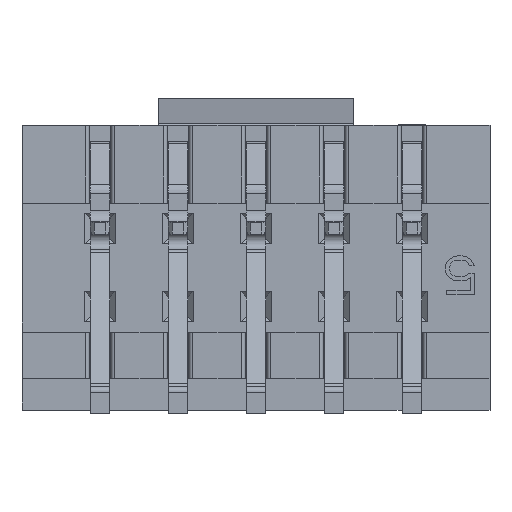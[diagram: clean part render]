
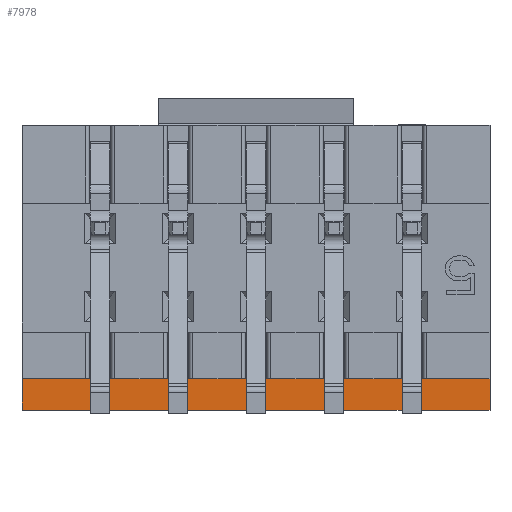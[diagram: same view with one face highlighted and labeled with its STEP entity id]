
A CAD part, front view. The second image highlights one B-rep face of the part: STEP entity #7978.
In plain terms, the highlighted planar face has unit normal (0, -1, 0).
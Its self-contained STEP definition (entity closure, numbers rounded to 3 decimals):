
#33 = PLANE('',#34);
#34 = AXIS2_PLACEMENT_3D('',#35,#36,#37);
#35 = CARTESIAN_POINT('',(6.,-0.15,-3.65));
#36 = DIRECTION('',(1.,0.,0.));
#37 = DIRECTION('',(0.,0.,1.));
#90 = VERTEX_POINT('',#91);
#91 = CARTESIAN_POINT('',(6.,-2.8,-7.3));
#105 = PLANE('',#106);
#106 = AXIS2_PLACEMENT_3D('',#107,#108,#109);
#107 = CARTESIAN_POINT('',(0.,0.55,-7.3));
#108 = DIRECTION('',(0.,0.,1.));
#109 = DIRECTION('',(0.,-1.,0.));
#117 = EDGE_CURVE('',#90,#118,#120,.T.);
#118 = VERTEX_POINT('',#119);
#119 = CARTESIAN_POINT('',(6.,-2.8,-6.5));
#120 = SURFACE_CURVE('',#121,(#125,#132),.PCURVE_S1.);
#121 = LINE('',#122,#123);
#122 = CARTESIAN_POINT('',(6.,-2.8,-7.3));
#123 = VECTOR('',#124,1.);
#124 = DIRECTION('',(0.,0.,1.));
#125 = PCURVE('',#33,#126);
#126 = DEFINITIONAL_REPRESENTATION('',(#127),#131);
#127 = LINE('',#128,#129);
#128 = CARTESIAN_POINT('',(-3.65,2.65));
#129 = VECTOR('',#130,1.);
#130 = DIRECTION('',(1.,0.));
#131 = ( GEOMETRIC_REPRESENTATION_CONTEXT(2) 
PARAMETRIC_REPRESENTATION_CONTEXT() REPRESENTATION_CONTEXT('2D SPACE',''
  ) );
#132 = PCURVE('',#133,#138);
#133 = PLANE('',#134);
#134 = AXIS2_PLACEMENT_3D('',#135,#136,#137);
#135 = CARTESIAN_POINT('',(0.,-2.8,-6.9));
#136 = DIRECTION('',(0.,1.,0.));
#137 = DIRECTION('',(0.,-0.,1.));
#138 = DEFINITIONAL_REPRESENTATION('',(#139),#143);
#139 = LINE('',#140,#141);
#140 = CARTESIAN_POINT('',(-0.4,6.));
#141 = VECTOR('',#142,1.);
#142 = DIRECTION('',(1.,0.));
#143 = ( GEOMETRIC_REPRESENTATION_CONTEXT(2) 
PARAMETRIC_REPRESENTATION_CONTEXT() REPRESENTATION_CONTEXT('2D SPACE',''
  ) );
#161 = PLANE('',#162);
#162 = AXIS2_PLACEMENT_3D('',#163,#164,#165);
#163 = CARTESIAN_POINT('',(0.,-3.5,-6.5));
#164 = DIRECTION('',(0.,0.,1.));
#165 = DIRECTION('',(0.,-1.,0.));
#2054 = PLANE('',#2055);
#2055 = AXIS2_PLACEMENT_3D('',#2056,#2057,#2058);
#2056 = CARTESIAN_POINT('',(-6.,-0.15,-3.65));
#2057 = DIRECTION('',(1.,0.,0.));
#2058 = DIRECTION('',(0.,0.,1.));
#6660 = VERTEX_POINT('',#6661);
#6661 = CARTESIAN_POINT('',(-6.,-2.8,-6.5));
#6682 = EDGE_CURVE('',#6660,#6683,#6685,.T.);
#6683 = VERTEX_POINT('',#6684);
#6684 = CARTESIAN_POINT('',(-6.,-2.8,-7.3));
#6685 = SURFACE_CURVE('',#6686,(#6690,#6697),.PCURVE_S1.);
#6686 = LINE('',#6687,#6688);
#6687 = CARTESIAN_POINT('',(-6.,-2.8,-6.5));
#6688 = VECTOR('',#6689,1.);
#6689 = DIRECTION('',(0.,0.,-1.));
#6690 = PCURVE('',#2054,#6691);
#6691 = DEFINITIONAL_REPRESENTATION('',(#6692),#6696);
#6692 = LINE('',#6693,#6694);
#6693 = CARTESIAN_POINT('',(-2.85,2.65));
#6694 = VECTOR('',#6695,1.);
#6695 = DIRECTION('',(-1.,0.));
#6696 = ( GEOMETRIC_REPRESENTATION_CONTEXT(2) 
PARAMETRIC_REPRESENTATION_CONTEXT() REPRESENTATION_CONTEXT('2D SPACE',''
  ) );
#6697 = PCURVE('',#133,#6698);
#6698 = DEFINITIONAL_REPRESENTATION('',(#6699),#6703);
#6699 = LINE('',#6700,#6701);
#6700 = CARTESIAN_POINT('',(0.4,-6.));
#6701 = VECTOR('',#6702,1.);
#6702 = DIRECTION('',(-1.,0.));
#6703 = ( GEOMETRIC_REPRESENTATION_CONTEXT(2) 
PARAMETRIC_REPRESENTATION_CONTEXT() REPRESENTATION_CONTEXT('2D SPACE',''
  ) );
#7066 = EDGE_CURVE('',#6683,#90,#7067,.T.);
#7067 = SURFACE_CURVE('',#7068,(#7072,#7079),.PCURVE_S1.);
#7068 = LINE('',#7069,#7070);
#7069 = CARTESIAN_POINT('',(-6.,-2.8,-7.3));
#7070 = VECTOR('',#7071,1.);
#7071 = DIRECTION('',(1.,0.,0.));
#7072 = PCURVE('',#105,#7073);
#7073 = DEFINITIONAL_REPRESENTATION('',(#7074),#7078);
#7074 = LINE('',#7075,#7076);
#7075 = CARTESIAN_POINT('',(3.35,-6.));
#7076 = VECTOR('',#7077,1.);
#7077 = DIRECTION('',(0.,1.));
#7078 = ( GEOMETRIC_REPRESENTATION_CONTEXT(2) 
PARAMETRIC_REPRESENTATION_CONTEXT() REPRESENTATION_CONTEXT('2D SPACE',''
  ) );
#7079 = PCURVE('',#133,#7080);
#7080 = DEFINITIONAL_REPRESENTATION('',(#7081),#7085);
#7081 = LINE('',#7082,#7083);
#7082 = CARTESIAN_POINT('',(-0.4,-6.));
#7083 = VECTOR('',#7084,1.);
#7084 = DIRECTION('',(0.,1.));
#7085 = ( GEOMETRIC_REPRESENTATION_CONTEXT(2) 
PARAMETRIC_REPRESENTATION_CONTEXT() REPRESENTATION_CONTEXT('2D SPACE',''
  ) );
#7978 = ADVANCED_FACE('',(#7979),#133,.F.);
#7979 = FACE_BOUND('',#7980,.F.);
#7980 = EDGE_LOOP('',(#7981,#7982,#7983,#7984));
#7981 = ORIENTED_EDGE('',*,*,#117,.F.);
#7982 = ORIENTED_EDGE('',*,*,#7066,.F.);
#7983 = ORIENTED_EDGE('',*,*,#6682,.F.);
#7984 = ORIENTED_EDGE('',*,*,#7985,.F.);
#7985 = EDGE_CURVE('',#118,#6660,#7986,.T.);
#7986 = SURFACE_CURVE('',#7987,(#7991,#7998),.PCURVE_S1.);
#7987 = LINE('',#7988,#7989);
#7988 = CARTESIAN_POINT('',(6.,-2.8,-6.5));
#7989 = VECTOR('',#7990,1.);
#7990 = DIRECTION('',(-1.,0.,0.));
#7991 = PCURVE('',#133,#7992);
#7992 = DEFINITIONAL_REPRESENTATION('',(#7993),#7997);
#7993 = LINE('',#7994,#7995);
#7994 = CARTESIAN_POINT('',(0.4,6.));
#7995 = VECTOR('',#7996,1.);
#7996 = DIRECTION('',(0.,-1.));
#7997 = ( GEOMETRIC_REPRESENTATION_CONTEXT(2) 
PARAMETRIC_REPRESENTATION_CONTEXT() REPRESENTATION_CONTEXT('2D SPACE',''
  ) );
#7998 = PCURVE('',#161,#7999);
#7999 = DEFINITIONAL_REPRESENTATION('',(#8000),#8004);
#8000 = LINE('',#8001,#8002);
#8001 = CARTESIAN_POINT('',(-0.7,6.));
#8002 = VECTOR('',#8003,1.);
#8003 = DIRECTION('',(0.,-1.));
#8004 = ( GEOMETRIC_REPRESENTATION_CONTEXT(2) 
PARAMETRIC_REPRESENTATION_CONTEXT() REPRESENTATION_CONTEXT('2D SPACE',''
  ) );
